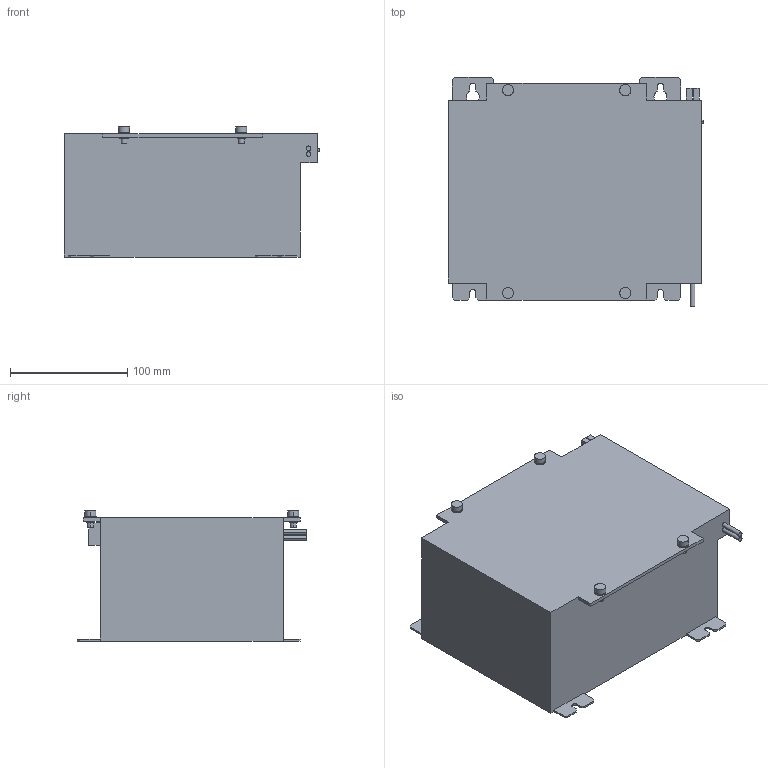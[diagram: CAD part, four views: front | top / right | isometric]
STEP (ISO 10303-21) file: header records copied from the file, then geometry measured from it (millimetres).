
FILE_DESCRIPTION (( 'STEP AP214' ), '1' );
FILE_NAME ('927983.STEP', '2024-08-08T14:49:20', ( '' ), ( '' ), 'SwSTEP 2.0', 'SolidWorks 2022', '' );
FILE_SCHEMA (( 'AUTOMOTIVE_DESIGN' ));
Length unit declared in the file: millimetre
Products named in the file (1): 927983
Bounding box: 218 x 195.5 x 110.9 mm (x, y, z)
Volume: 3378063.1 mm3; surface area: 159078.9 mm2
Topology: 1 solids, 1 shells, 139 faces, 344 edges, 228 vertices
Faces by surface type: plane 91, cylinder 48
Entity records: 4164 total; most frequent: DIRECTION 720, CARTESIAN_POINT 712, ORIENTED_EDGE 688, EDGE_CURVE 344, VECTOR 248, LINE 248, AXIS2_PLACEMENT_3D 236, VERTEX_POINT 228
